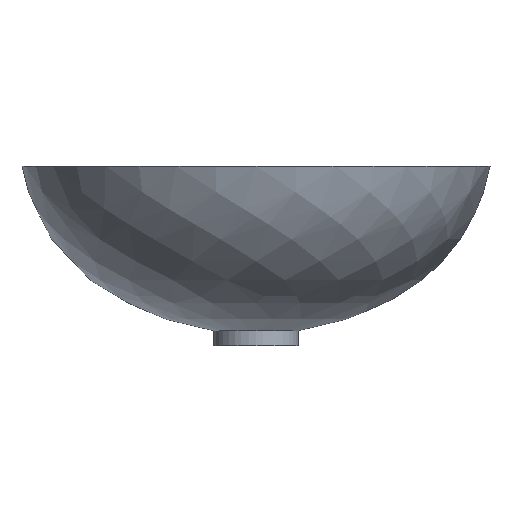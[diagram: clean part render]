
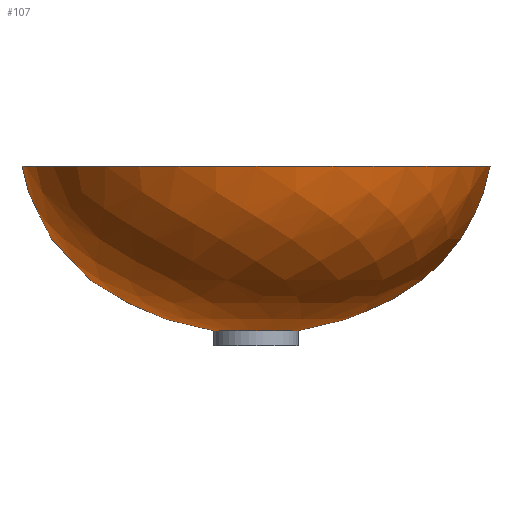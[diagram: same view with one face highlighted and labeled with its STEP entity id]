
A CAD part, left-side view. The second image highlights one B-rep face of the part: STEP entity #107.
In plain terms, the highlighted face is a revolution surface.
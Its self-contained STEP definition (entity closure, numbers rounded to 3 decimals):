
#107=ADVANCED_FACE('',(#117,#118),#114,.T.);
#114=SURFACE_OF_REVOLUTION('',#116,#115);
#115=AXIS1_PLACEMENT('',#238,#195);
#116=B_SPLINE_CURVE_WITH_KNOTS('',3,(#221,#222,#223,#224,#225,#226,#227,
#228,#229,#230,#231,#232,#233,#234,#235,#236,#237),.UNSPECIFIED.,.F.,.F.,
(4,1,1,1,1,1,1,1,3,3,4),(0.,0.109,0.218,0.327,
0.436,0.545,0.654,0.763,
0.872,0.974,1.),.UNSPECIFIED.);
#117=FACE_BOUND('',#127,.T.);
#118=FACE_BOUND('',#128,.T.);
#127=EDGE_LOOP('',(#141));
#128=EDGE_LOOP('',(#142));
#141=ORIENTED_EDGE('',*,*,#162,.F.);
#142=ORIENTED_EDGE('',*,*,#163,.F.);
#155=VERTEX_POINT('',#218);
#156=VERTEX_POINT('',#220);
#162=EDGE_CURVE('',#155,#155,#169,.T.);
#163=EDGE_CURVE('',#156,#156,#170,.T.);
#169=CIRCLE('',#177,212.003);
#170=CIRCLE('',#178,38.5);
#177=AXIS2_PLACEMENT_3D('',#217,#191,#192);
#178=AXIS2_PLACEMENT_3D('',#219,#193,#194);
#191=DIRECTION('',(0.,0.,1.));
#192=DIRECTION('',(0.,-1.,0.));
#193=DIRECTION('',(0.,0.,-1.));
#194=DIRECTION('',(0.,-1.,0.));
#195=DIRECTION('',(0.,0.,1.));
#217=CARTESIAN_POINT('',(-0.412,0.002,162.245));
#218=CARTESIAN_POINT('',(-0.412,-212.001,162.245));
#219=CARTESIAN_POINT('',(-0.412,0.002,13.098));
#220=CARTESIAN_POINT('',(-0.412,-38.498,13.098));
#221=CARTESIAN_POINT('',(-0.412,-0.031,10.245));
#222=CARTESIAN_POINT('',(-0.412,-12.163,10.279));
#223=CARTESIAN_POINT('',(-0.412,-35.776,11.914));
#224=CARTESIAN_POINT('',(-0.412,-69.502,18.9));
#225=CARTESIAN_POINT('',(-0.412,-101.674,30.2));
#226=CARTESIAN_POINT('',(-0.412,-132.976,45.671));
#227=CARTESIAN_POINT('',(-0.412,-161.892,66.895));
#228=CARTESIAN_POINT('',(-0.412,-185.364,94.388));
#229=CARTESIAN_POINT('',(-0.412,-202.43,125.451));
#230=CARTESIAN_POINT('',(-0.412,-209.351,148.008));
#231=CARTESIAN_POINT('',(-0.412,-212.001,162.245));
#232=CARTESIAN_POINT('',(-0.412,-214.482,175.579));
#233=CARTESIAN_POINT('',(-0.412,-216.963,188.912));
#234=CARTESIAN_POINT('',(-0.412,-219.444,202.245));
#235=CARTESIAN_POINT('',(-0.412,-220.064,205.579));
#236=CARTESIAN_POINT('',(-0.412,-220.685,208.912));
#237=CARTESIAN_POINT('',(-0.412,-221.305,212.245));
#238=CARTESIAN_POINT('',(-0.412,0.002,162.245));
